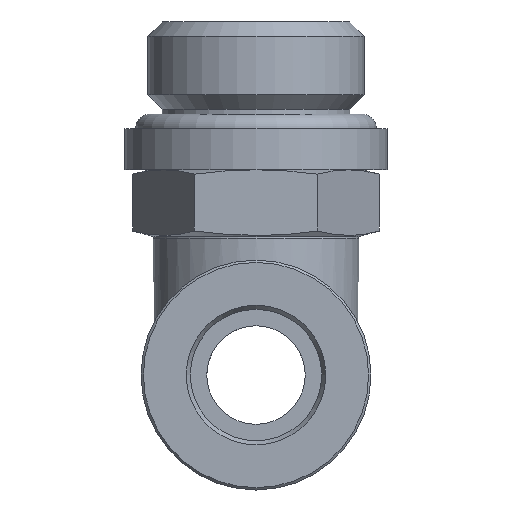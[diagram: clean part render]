
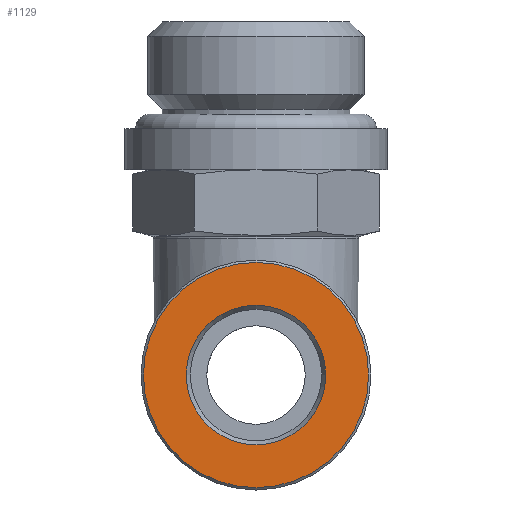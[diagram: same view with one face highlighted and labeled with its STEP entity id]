
A CAD part, left-side view. The second image highlights one B-rep face of the part: STEP entity #1129.
In plain terms, the highlighted planar face has unit normal (-1, 0, 0).
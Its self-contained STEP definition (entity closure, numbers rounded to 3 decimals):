
#38=PLANE('',#1209);
#138=ORIENTED_EDGE('',*,*,#298,.F.);
#139=ORIENTED_EDGE('',*,*,#299,.T.);
#298=EDGE_CURVE('',#383,#383,#442,.T.);
#299=EDGE_CURVE('',#384,#384,#443,.T.);
#383=VERTEX_POINT('',#1634);
#384=VERTEX_POINT('',#1636);
#442=CIRCLE('',#1210,6.859);
#443=CIRCLE('',#1211,4.25);
#505=EDGE_LOOP('',(#138));
#506=EDGE_LOOP('',(#139));
#609=FACE_BOUND('',#505,.T.);
#610=FACE_BOUND('',#506,.T.);
#1129=ADVANCED_FACE('',(#609,#610),#38,.F.);
#1209=AXIS2_PLACEMENT_3D('',#1632,#1351,#1352);
#1210=AXIS2_PLACEMENT_3D('',#1633,#1353,#1354);
#1211=AXIS2_PLACEMENT_3D('',#1635,#1355,#1356);
#1351=DIRECTION('',(1.,0.,0.));
#1352=DIRECTION('',(0.,0.,-1.));
#1353=DIRECTION('',(1.,0.,0.));
#1354=DIRECTION('',(0.,0.,-1.));
#1355=DIRECTION('',(1.,0.,0.));
#1356=DIRECTION('',(0.,0.,-1.));
#1632=CARTESIAN_POINT('',(-22.5,0.,0.));
#1633=CARTESIAN_POINT('',(-22.5,0.,0.));
#1634=CARTESIAN_POINT('',(-22.5,0.,-6.859));
#1635=CARTESIAN_POINT('',(-22.5,0.,0.));
#1636=CARTESIAN_POINT('',(-22.5,0.,-4.25));
